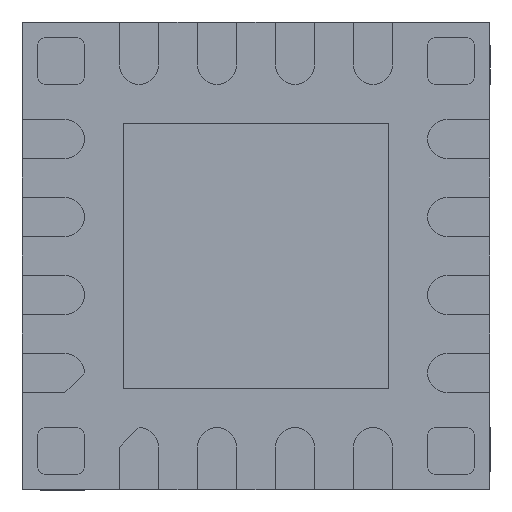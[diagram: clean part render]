
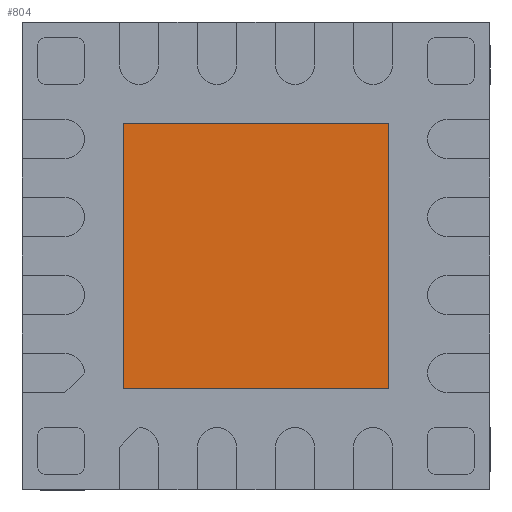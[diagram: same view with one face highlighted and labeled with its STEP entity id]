
A CAD part, front view. The second image highlights one B-rep face of the part: STEP entity #804.
In plain terms, the highlighted planar face has unit normal (0, -1, 0).
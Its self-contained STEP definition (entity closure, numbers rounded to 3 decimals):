
#356 = LINE ( 'NONE', #3101, #1998 ) ;
#663 = CARTESIAN_POINT ( 'NONE',  ( 0.85, 0., -0.85 ) ) ;
#804 = ADVANCED_FACE ( 'NONE', ( #2216 ), #3455, .T. ) ;
#1053 = VERTEX_POINT ( 'NONE', #4572 ) ;
#1564 = ORIENTED_EDGE ( 'NONE', *, *, #2358, .T. ) ;
#1927 = EDGE_LOOP ( 'NONE', ( #3186, #7342, #5784, #1564 ) ) ;
#1998 = VECTOR ( 'NONE', #6542, 1000. ) ;
#2125 = VECTOR ( 'NONE', #8737, 1000. ) ;
#2216 = FACE_OUTER_BOUND ( 'NONE', #1927, .T. ) ;
#2301 = VECTOR ( 'NONE', #8237, 1000. ) ;
#2358 = EDGE_CURVE ( 'NONE', #7435, #3206, #7304, .T. ) ;
#2683 = LINE ( 'NONE', #663, #2301 ) ;
#3101 = CARTESIAN_POINT ( 'NONE',  ( 0.85, 0., -0.85 ) ) ;
#3130 = CARTESIAN_POINT ( 'NONE',  ( -0.85, 0., 0.85 ) ) ;
#3186 = ORIENTED_EDGE ( 'NONE', *, *, #5204, .T. ) ;
#3206 = VERTEX_POINT ( 'NONE', #3130 ) ;
#3411 = CARTESIAN_POINT ( 'NONE',  ( 0., 0., 0. ) ) ;
#3455 = PLANE ( 'NONE',  #6136 ) ;
#3644 = EDGE_CURVE ( 'NONE', #1053, #7435, #2683, .T. ) ;
#3737 = DIRECTION ( 'NONE',  ( 0., 0., -1. ) ) ;
#3831 = CARTESIAN_POINT ( 'NONE',  ( 0.85, 0., 0.85 ) ) ;
#4462 = CARTESIAN_POINT ( 'NONE',  ( -0.85, 0., -0.85 ) ) ;
#4572 = CARTESIAN_POINT ( 'NONE',  ( 0.85, 0., -0.85 ) ) ;
#4638 = VERTEX_POINT ( 'NONE', #6965 ) ;
#5204 = EDGE_CURVE ( 'NONE', #3206, #4638, #8680, .T. ) ;
#5784 = ORIENTED_EDGE ( 'NONE', *, *, #3644, .T. ) ;
#5792 = VECTOR ( 'NONE', #3737, 1000. ) ;
#6136 = AXIS2_PLACEMENT_3D ( 'NONE', #3411, #8183, #6187 ) ;
#6187 = DIRECTION ( 'NONE',  ( 0., 0., -1. ) ) ;
#6542 = DIRECTION ( 'NONE',  ( 1., 0., 0. ) ) ;
#6965 = CARTESIAN_POINT ( 'NONE',  ( -0.85, 0., -0.85 ) ) ;
#7304 = LINE ( 'NONE', #8836, #2125 ) ;
#7342 = ORIENTED_EDGE ( 'NONE', *, *, #8815, .T. ) ;
#7435 = VERTEX_POINT ( 'NONE', #3831 ) ;
#8183 = DIRECTION ( 'NONE',  ( 0., -1., 0. ) ) ;
#8237 = DIRECTION ( 'NONE',  ( 0., 0., 1. ) ) ;
#8680 = LINE ( 'NONE', #4462, #5792 ) ;
#8737 = DIRECTION ( 'NONE',  ( -1., 0., 0. ) ) ;
#8815 = EDGE_CURVE ( 'NONE', #4638, #1053, #356, .T. ) ;
#8836 = CARTESIAN_POINT ( 'NONE',  ( 0.85, 0., 0.85 ) ) ;
